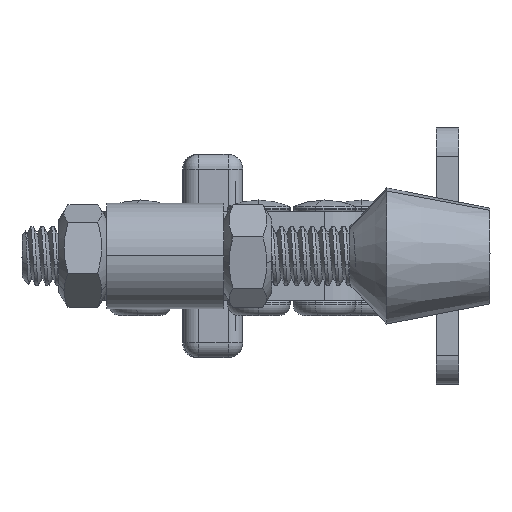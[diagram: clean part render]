
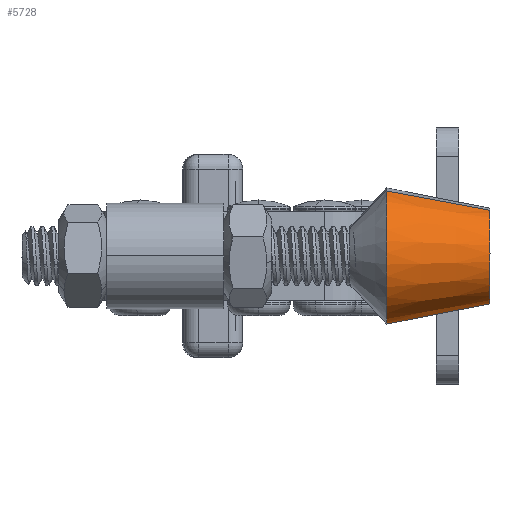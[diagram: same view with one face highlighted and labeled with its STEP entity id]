
A CAD part, left-side view. The second image highlights one B-rep face of the part: STEP entity #5728.
In plain terms, the highlighted conical face has half-angle 11.113 degrees and reference radius 9.25 mm.
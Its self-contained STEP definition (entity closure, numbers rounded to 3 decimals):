
#131 = VECTOR ( 'NONE', #18987, 1000. ) ;
#2684 = EDGE_LOOP ( 'NONE', ( #10766, #18736, #25203, #29438 ) ) ;
#3595 = DIRECTION ( 'NONE',  ( 0., 0., 1. ) ) ;
#5048 = CARTESIAN_POINT ( 'NONE',  ( 0., -6.5, -8.5 ) ) ;
#5728 = ADVANCED_FACE ( 'NONE', ( #17742 ), #24136, .T. ) ;
#6111 = VECTOR ( 'NONE', #15963, 1000. ) ;
#6716 = EDGE_CURVE ( 'NONE', #10184, #33984, #20678, .T. ) ;
#6728 = DIRECTION ( 'NONE',  ( 0., 0., 1. ) ) ;
#7583 = CIRCLE ( 'NONE', #29404, 6.5 ) ;
#8116 = CARTESIAN_POINT ( 'NONE',  ( 0., 0., 5.5 ) ) ;
#9229 = AXIS2_PLACEMENT_3D ( 'NONE', #34018, #3595, #17580 ) ;
#9988 = EDGE_CURVE ( 'NONE', #28201, #33984, #15894, .T. ) ;
#10184 = VERTEX_POINT ( 'NONE', #5048 ) ;
#10766 = ORIENTED_EDGE ( 'NONE', *, *, #14496, .F. ) ;
#10907 = DIRECTION ( 'NONE',  ( 0., -1., 0. ) ) ;
#12494 = CARTESIAN_POINT ( 'NONE',  ( 0., -9.25, 5.5 ) ) ;
#14496 = EDGE_CURVE ( 'NONE', #33981, #28201, #21977, .T. ) ;
#15246 = CARTESIAN_POINT ( 'NONE',  ( 0., 6.5, -8.5 ) ) ;
#15846 = CARTESIAN_POINT ( 'NONE',  ( 0., -9.25, 5.5 ) ) ;
#15894 = CIRCLE ( 'NONE', #25197, 9.25 ) ;
#15963 = DIRECTION ( 'NONE',  ( 0., -0.193, 0.981 ) ) ;
#17580 = DIRECTION ( 'NONE',  ( 0., -1., 0. ) ) ;
#17742 = FACE_OUTER_BOUND ( 'NONE', #2684, .T. ) ;
#18736 = ORIENTED_EDGE ( 'NONE', *, *, #21270, .T. ) ;
#18987 = DIRECTION ( 'NONE',  ( 0., 0.193, 0.981 ) ) ;
#20678 = LINE ( 'NONE', #15846, #6111 ) ;
#21270 = EDGE_CURVE ( 'NONE', #33981, #10184, #7583, .T. ) ;
#21977 = LINE ( 'NONE', #35399, #131 ) ;
#23122 = CARTESIAN_POINT ( 'NONE',  ( 0., 0., -8.5 ) ) ;
#24136 = CONICAL_SURFACE ( 'NONE', #9229, 9.25, 0.194 ) ;
#25197 = AXIS2_PLACEMENT_3D ( 'NONE', #8116, #27291, #10907 ) ;
#25203 = ORIENTED_EDGE ( 'NONE', *, *, #6716, .T. ) ;
#25893 = DIRECTION ( 'NONE',  ( 0., -1., 0. ) ) ;
#27291 = DIRECTION ( 'NONE',  ( 0., 0., 1. ) ) ;
#28201 = VERTEX_POINT ( 'NONE', #32305 ) ;
#29404 = AXIS2_PLACEMENT_3D ( 'NONE', #23122, #6728, #25893 ) ;
#29438 = ORIENTED_EDGE ( 'NONE', *, *, #9988, .F. ) ;
#32305 = CARTESIAN_POINT ( 'NONE',  ( 0., 9.25, 5.5 ) ) ;
#33981 = VERTEX_POINT ( 'NONE', #15246 ) ;
#33984 = VERTEX_POINT ( 'NONE', #12494 ) ;
#34018 = CARTESIAN_POINT ( 'NONE',  ( 0., 0., 5.5 ) ) ;
#35399 = CARTESIAN_POINT ( 'NONE',  ( 0., 9.25, 5.5 ) ) ;
